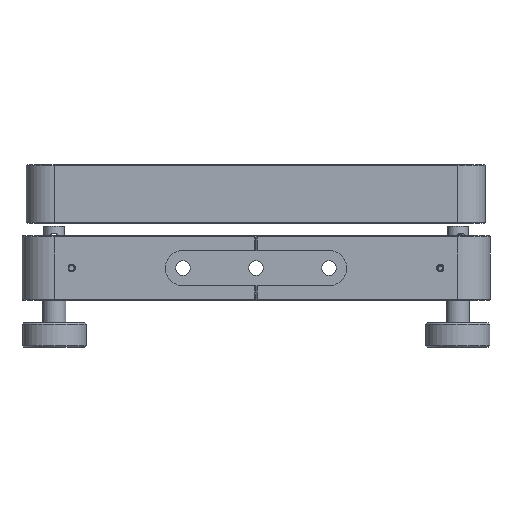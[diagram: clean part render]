
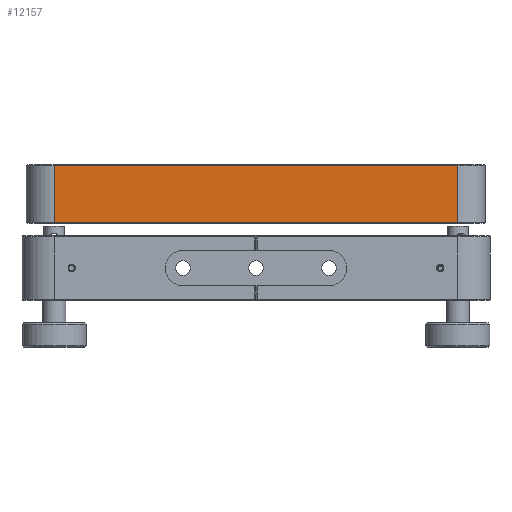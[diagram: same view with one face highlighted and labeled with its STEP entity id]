
A CAD part, front view. The second image highlights one B-rep face of the part: STEP entity #12157.
In plain terms, the highlighted planar face has unit normal (0, -1, 0).
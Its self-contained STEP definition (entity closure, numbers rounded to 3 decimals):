
#190 = CARTESIAN_POINT ( 'NONE',  ( -78.5, -78.5, 35.399 ) ) ;
#770 = ORIENTED_EDGE ( 'NONE', *, *, #14926, .T. ) ;
#835 = CARTESIAN_POINT ( 'NONE',  ( 69., -78.5, 15.649 ) ) ;
#1312 = LINE ( 'NONE', #17049, #11113 ) ;
#1480 = PLANE ( 'NONE',  #15255 ) ;
#1893 = CARTESIAN_POINT ( 'NONE',  ( -69., -78.5, 35.149 ) ) ;
#1933 = ORIENTED_EDGE ( 'NONE', *, *, #10362, .T. ) ;
#1946 = DIRECTION ( 'NONE',  ( 0., 0., -1. ) ) ;
#2081 = LINE ( 'NONE', #7606, #16711 ) ;
#2712 = CARTESIAN_POINT ( 'NONE',  ( 69., -78.5, 35.149 ) ) ;
#4659 = CARTESIAN_POINT ( 'NONE',  ( -69., -78.5, 35.149 ) ) ;
#5208 = DIRECTION ( 'NONE',  ( 0., 0., 1. ) ) ;
#5469 = DIRECTION ( 'NONE',  ( 0., 1., 0. ) ) ;
#5624 = ORIENTED_EDGE ( 'NONE', *, *, #6512, .T. ) ;
#6512 = EDGE_CURVE ( 'NONE', #9294, #10810, #11122, .T. ) ;
#6688 = ORIENTED_EDGE ( 'NONE', *, *, #11328, .T. ) ;
#6893 = VERTEX_POINT ( 'NONE', #835 ) ;
#7436 = DIRECTION ( 'NONE',  ( 1., 0., 0. ) ) ;
#7606 = CARTESIAN_POINT ( 'NONE',  ( -78.5, -78.5, 15.649 ) ) ;
#7774 = VECTOR ( 'NONE', #8636, 1000. ) ;
#8636 = DIRECTION ( 'NONE',  ( -1., 0., 0. ) ) ;
#9001 = EDGE_LOOP ( 'NONE', ( #770, #1933, #6688, #5624 ) ) ;
#9294 = VERTEX_POINT ( 'NONE', #2712 ) ;
#9319 = VERTEX_POINT ( 'NONE', #13497 ) ;
#9893 = LINE ( 'NONE', #13776, #12038 ) ;
#10362 = EDGE_CURVE ( 'NONE', #9319, #6893, #2081, .T. ) ;
#10719 = DIRECTION ( 'NONE',  ( 0., 0., -1. ) ) ;
#10810 = VERTEX_POINT ( 'NONE', #4659 ) ;
#11113 = VECTOR ( 'NONE', #5208, 1000. ) ;
#11122 = LINE ( 'NONE', #1893, #7774 ) ;
#11328 = EDGE_CURVE ( 'NONE', #6893, #9294, #1312, .T. ) ;
#12038 = VECTOR ( 'NONE', #1946, 1000. ) ;
#12157 = ADVANCED_FACE ( 'NONE', ( #13313 ), #1480, .F. ) ;
#13313 = FACE_OUTER_BOUND ( 'NONE', #9001, .T. ) ;
#13497 = CARTESIAN_POINT ( 'NONE',  ( -69., -78.5, 15.649 ) ) ;
#13776 = CARTESIAN_POINT ( 'NONE',  ( -69., -78.5, 35.399 ) ) ;
#14926 = EDGE_CURVE ( 'NONE', #10810, #9319, #9893, .T. ) ;
#15255 = AXIS2_PLACEMENT_3D ( 'NONE', #190, #5469, #10719 ) ;
#16711 = VECTOR ( 'NONE', #7436, 1000. ) ;
#17049 = CARTESIAN_POINT ( 'NONE',  ( 69., -78.5, 35.399 ) ) ;
